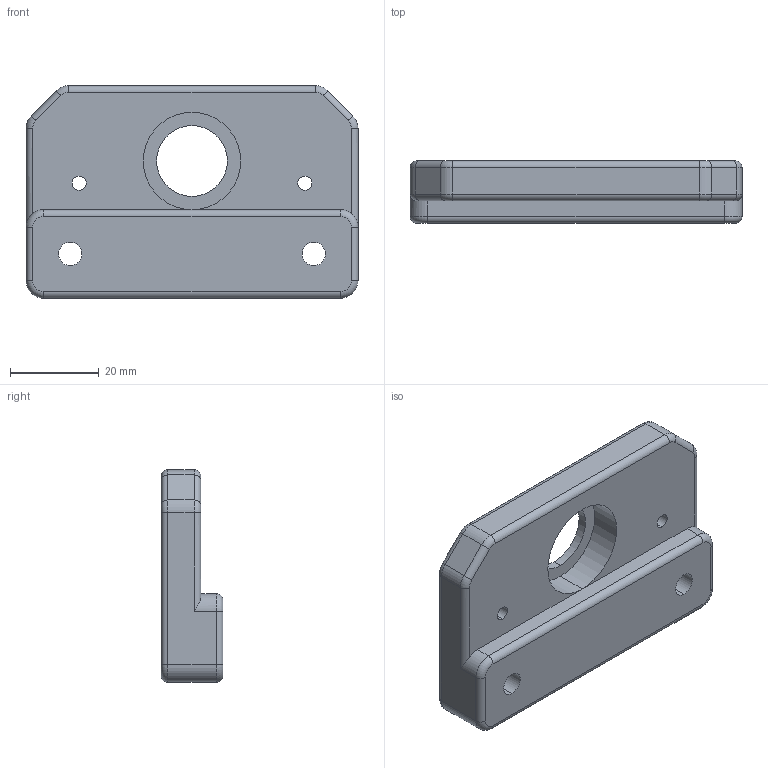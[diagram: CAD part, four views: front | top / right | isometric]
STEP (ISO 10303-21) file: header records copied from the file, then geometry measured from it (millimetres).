
FILE_DESCRIPTION (( 'STEP AP214' ), '1' );
FILE_NAME ('Z608CageTopPlate.STEP', '2025-06-03T15:36:16', ( '' ), ( '' ), 'SwSTEP 2.0', 'SolidWorks 2024', '' );
FILE_SCHEMA (( 'AUTOMOTIVE_DESIGN' ));
Length unit declared in the file: millimetre
Products named in the file (1): Z608CageTopPlate
Bounding box: 75 x 14 x 48 mm (x, y, z)
Volume: 34395.2 mm3; surface area: 10521 mm2
Topology: 1 solids, 1 shells, 76 faces, 176 edges, 102 vertices
Faces by surface type: cylinder 43, torus 14, plane 11, cone 8
Entity records: 3047 total; most frequent: DIRECTION 426, CARTESIAN_POINT 377, ORIENTED_EDGE 352, EDGE_CURVE 176, AXIS2_PLACEMENT_3D 175, VERTEX_POINT 102, CIRCLE 98, EDGE_LOOP 86
